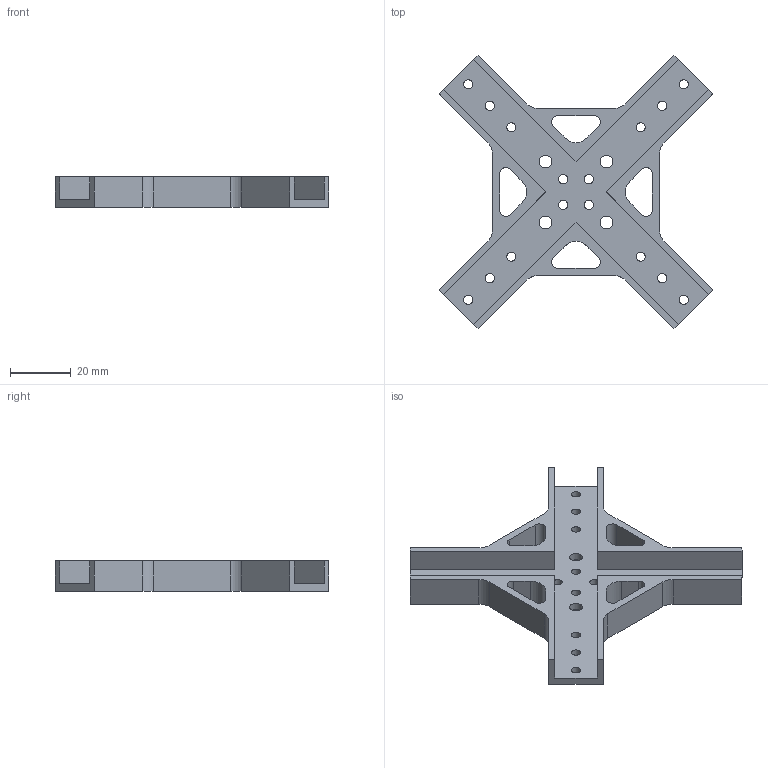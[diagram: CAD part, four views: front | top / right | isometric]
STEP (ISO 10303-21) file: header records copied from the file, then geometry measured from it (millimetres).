
FILE_DESCRIPTION(/* description */ ('','CAx-IF Rec.Pracs.---Representation and Presentation of Product Manufacturing Information (PMI)---4.0---2014-10-13'),/* implementation_level */ '2;1');
FILE_NAME(/* name */ '',/* time_stamp */ '2025-02-24T16:27:55+08:00',/* author */ (''),/* organization */ (''),/* preprocessor_version */ 'ST-DEVELOPER v20',/* originating_system */ 'Autodesk Translation Framework v13.20.0.188',/* authorisation */ '');
FILE_SCHEMA (('AP242_MANAGED_MODEL_BASED_3D_ENGINEERING_MIM_LF { 1 0 10303 442 1 1 4 }'));
Length unit declared in the file: millimetre
Products named in the file (2): 1; 机架下中心板
Assembly tree (1 placements, depth 2):
  1
    机架下中心板
Bounding box: 89.78 x 89.78 x 9.98 mm (x, y, z)
Volume: 18796.7 mm3; surface area: 16183 mm2
Topology: 1 solids, 1 shells, 82 faces, 240 edges, 160 vertices
Faces by surface type: plane 42, cylinder 40
Full cylindrical faces by diameter (mm): 3 x16, 4.2 x4
Entity records: 2900 total; most frequent: DIRECTION 490, CARTESIAN_POINT 485, ORIENTED_EDGE 480, EDGE_CURVE 240, AXIS2_PLACEMENT_3D 165, LINE 160, VECTOR 160, VERTEX_POINT 160
